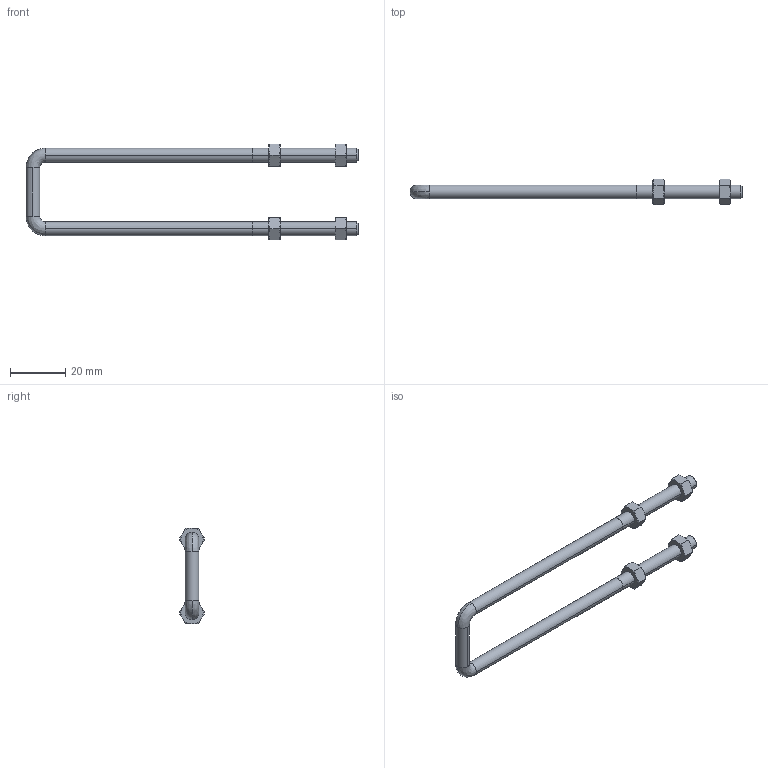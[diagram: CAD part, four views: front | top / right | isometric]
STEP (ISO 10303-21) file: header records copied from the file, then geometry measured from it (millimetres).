
FILE_DESCRIPTION (( 'STEP AP214' ), '1' );
FILE_NAME ('GH-431-LUBSS.STEP', '2018-07-16T03:30:10', ( 'LinWei' ), ( '' ), 'SwSTEP 2.0', 'SolidWorks 2016', '' );
FILE_SCHEMA (( 'AUTOMOTIVE_DESIGN' ));
Length unit declared in the file: millimetre
Products named in the file (3): 443144; GH-431-LUBSS; Hexagon Nut_2_JIS_JIS B 1181 Hexagon nut - Class 2 Finished M5 --N
Assembly tree (5 placements, depth 2):
  GH-431-LUBSS
    443144
    Hexagon Nut_2_JIS_JIS B 1181 Hexagon nut - Class 2 Finished M5 --N  x4
Bounding box: 120 x 9.24 x 34.6 mm (x, y, z)
Volume: 5710.7 mm3; surface area: 5103.8 mm2
Topology: 7 solids, 7 shells, 136 faces, 290 edges, 168 vertices
Faces by surface type: cone 68, plane 38, cylinder 26, bspline 4
Entity records: 1668 total; most frequent: CARTESIAN_POINT 416, DIRECTION 256, ORIENTED_EDGE 220, AXIS2_PLACEMENT_3D 114, EDGE_CURVE 110, VERTEX_POINT 66, CIRCLE 58, EDGE_LOOP 54
